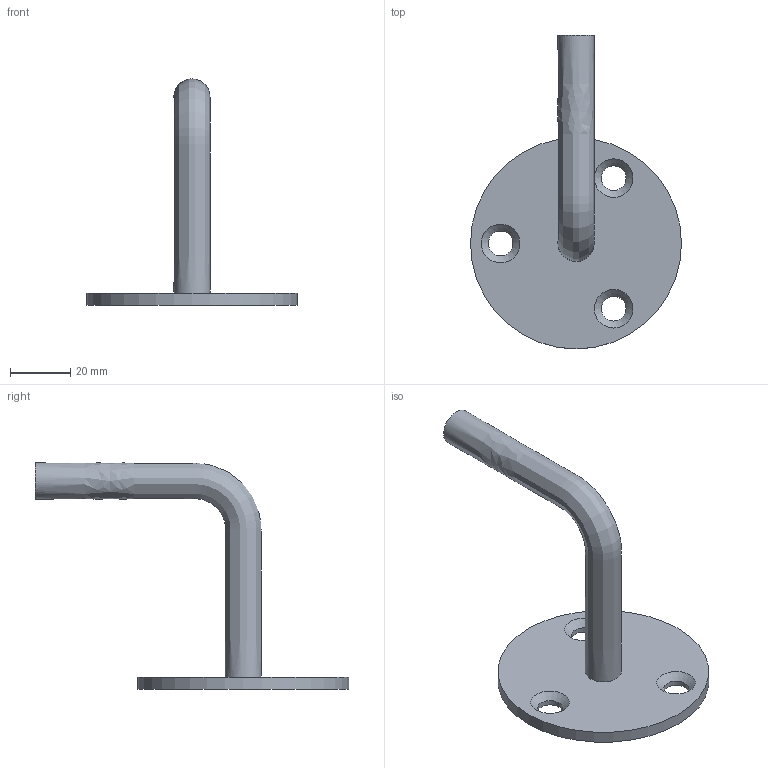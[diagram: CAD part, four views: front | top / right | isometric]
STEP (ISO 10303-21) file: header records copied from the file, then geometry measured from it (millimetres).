
FILE_DESCRIPTION(/* description */ (''),/* implementation_level */ '2;1');
FILE_NAME(/* name */ 'Rohrstuetzen_X158.stp',/* time_stamp */ '2017-07-09T17:22:15+02:00',/* author */ (''),/* organization */ (''),/* preprocessor_version */ 'ST-DEVELOPER v16',/* originating_system */ 'SIEMENS PLM Software NX 11.0',/* authorisation */ '');
FILE_SCHEMA (('AUTOMOTIVE_DESIGN { 1 0 10303 214 3 1 1 1 }'));
Length unit declared in the file: millimetre
Products named in the file (1): Goge0EC46D65tx0s
Bounding box: 70 x 104 x 75 mm (x, y, z)
Volume: 29884.5 mm3; surface area: 13638.7 mm2
Topology: 1 solids, 1 shells, 19 faces, 46 edges, 31 vertices
Faces by surface type: cylinder 6, cone 5, plane 4, bspline 4
Full cylindrical faces by diameter (mm): 8.2 x3, 70 x1
Entity records: 5315 total; most frequent: CARTESIAN_POINT 4881, DIRECTION 71, ORIENTED_EDGE 64, EDGE_LOOP 35, AXIS2_PLACEMENT_3D 34, EDGE_CURVE 32, FACE_BOUND 29, VERTEX_POINT 26
